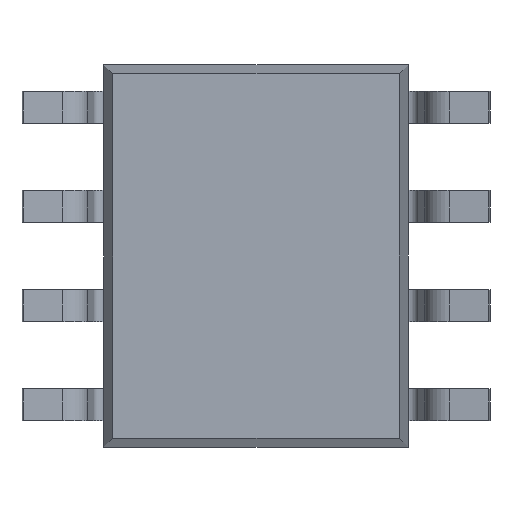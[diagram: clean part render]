
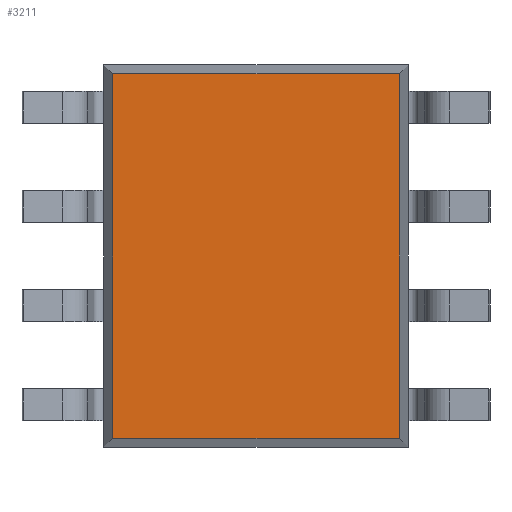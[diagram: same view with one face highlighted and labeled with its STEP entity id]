
A CAD part, front view. The second image highlights one B-rep face of the part: STEP entity #3211.
In plain terms, the highlighted planar face has unit normal (0, -1, 0).
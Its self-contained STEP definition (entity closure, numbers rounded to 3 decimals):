
#141 = VERTEX_POINT ( 'NONE', #1950 ) ;
#203 = EDGE_LOOP ( 'NONE', ( #395, #1597, #1905, #3167 ) ) ;
#395 = ORIENTED_EDGE ( 'NONE', *, *, #2932, .T. ) ;
#771 = LINE ( 'NONE', #1461, #2138 ) ;
#795 = VERTEX_POINT ( 'NONE', #3070 ) ;
#915 = EDGE_CURVE ( 'NONE', #952, #795, #771, .T. ) ;
#951 = PLANE ( 'NONE',  #2237 ) ;
#952 = VERTEX_POINT ( 'NONE', #3392 ) ;
#1058 = CARTESIAN_POINT ( 'NONE',  ( 1.836, 0.25, -2.336 ) ) ;
#1117 = VECTOR ( 'NONE', #1842, 1000. ) ;
#1171 = FACE_OUTER_BOUND ( 'NONE', #203, .T. ) ;
#1210 = VECTOR ( 'NONE', #2993, 1000. ) ;
#1355 = VECTOR ( 'NONE', #1987, 1000. ) ;
#1414 = CARTESIAN_POINT ( 'NONE',  ( 1.836, 0.25, -2.45 ) ) ;
#1461 = CARTESIAN_POINT ( 'NONE',  ( 1.95, 0.25, 2.336 ) ) ;
#1527 = DIRECTION ( 'NONE',  ( 0., 0., -1. ) ) ;
#1597 = ORIENTED_EDGE ( 'NONE', *, *, #1710, .T. ) ;
#1654 = VERTEX_POINT ( 'NONE', #1058 ) ;
#1710 = EDGE_CURVE ( 'NONE', #1654, #952, #2560, .T. ) ;
#1842 = DIRECTION ( 'NONE',  ( 1., 0., 0. ) ) ;
#1894 = CARTESIAN_POINT ( 'NONE',  ( -1.95, 0.25, -2.336 ) ) ;
#1905 = ORIENTED_EDGE ( 'NONE', *, *, #915, .T. ) ;
#1950 = CARTESIAN_POINT ( 'NONE',  ( -1.836, 0.25, -2.336 ) ) ;
#1987 = DIRECTION ( 'NONE',  ( 0., 0., -1. ) ) ;
#2006 = EDGE_CURVE ( 'NONE', #795, #141, #4088, .T. ) ;
#2138 = VECTOR ( 'NONE', #2156, 1000. ) ;
#2156 = DIRECTION ( 'NONE',  ( -1., 0., 0. ) ) ;
#2221 = DIRECTION ( 'NONE',  ( 0., -1., 0. ) ) ;
#2237 = AXIS2_PLACEMENT_3D ( 'NONE', #3545, #2221, #1527 ) ;
#2560 = LINE ( 'NONE', #1414, #1210 ) ;
#2615 = CARTESIAN_POINT ( 'NONE',  ( -1.836, 0.25, 2.45 ) ) ;
#2932 = EDGE_CURVE ( 'NONE', #141, #1654, #3909, .T. ) ;
#2993 = DIRECTION ( 'NONE',  ( 0., 0., 1. ) ) ;
#3070 = CARTESIAN_POINT ( 'NONE',  ( -1.836, 0.25, 2.336 ) ) ;
#3167 = ORIENTED_EDGE ( 'NONE', *, *, #2006, .T. ) ;
#3211 = ADVANCED_FACE ( 'NONE', ( #1171 ), #951, .T. ) ;
#3392 = CARTESIAN_POINT ( 'NONE',  ( 1.836, 0.25, 2.336 ) ) ;
#3545 = CARTESIAN_POINT ( 'NONE',  ( 0., 0.25, 0. ) ) ;
#3909 = LINE ( 'NONE', #1894, #1117 ) ;
#4088 = LINE ( 'NONE', #2615, #1355 ) ;
